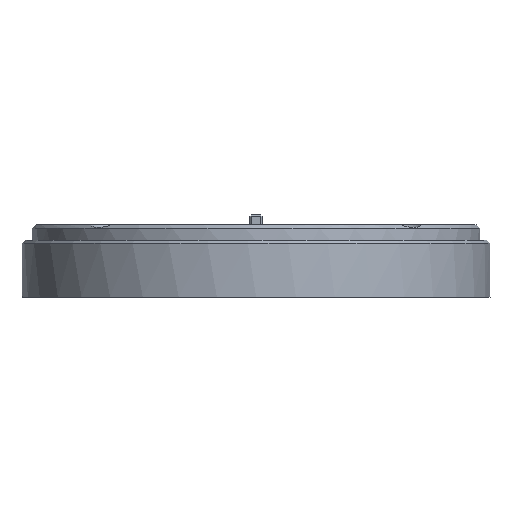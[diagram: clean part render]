
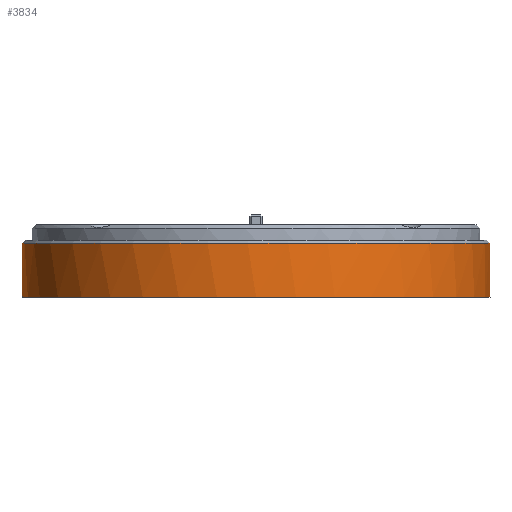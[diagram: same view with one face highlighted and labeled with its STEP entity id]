
A CAD part, left-side view. The second image highlights one B-rep face of the part: STEP entity #3834.
In plain terms, the highlighted cylindrical face has radius 35 mm (diameter 70 mm), a full revolution.
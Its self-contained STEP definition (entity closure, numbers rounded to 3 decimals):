
#492=LINE('',#8026,#742);
#493=LINE('',#8030,#743);
#494=LINE('',#8034,#744);
#742=VECTOR('',#5139,1000.);
#743=VECTOR('',#5142,1000.);
#744=VECTOR('',#5145,1000.);
#981=CIRCLE('',#4230,35.);
#986=CIRCLE('',#4238,35.);
#987=CIRCLE('',#4239,35.);
#988=CIRCLE('',#4240,35.);
#2001=ORIENTED_EDGE('',*,*,#2623,.F.);
#2002=ORIENTED_EDGE('',*,*,#2630,.F.);
#2003=ORIENTED_EDGE('',*,*,#2631,.F.);
#2004=ORIENTED_EDGE('',*,*,#2632,.T.);
#2005=ORIENTED_EDGE('',*,*,#2633,.T.);
#2006=ORIENTED_EDGE('',*,*,#2634,.F.);
#2007=ORIENTED_EDGE('',*,*,#2635,.F.);
#2623=EDGE_CURVE('',#3041,#3041,#981,.T.);
#2630=EDGE_CURVE('',#3048,#3049,#986,.T.);
#2631=EDGE_CURVE('',#3050,#3048,#492,.F.);
#2632=EDGE_CURVE('',#3050,#3051,#987,.F.);
#2633=EDGE_CURVE('',#3051,#3052,#493,.F.);
#2634=EDGE_CURVE('',#3053,#3052,#988,.T.);
#2635=EDGE_CURVE('',#3049,#3053,#494,.T.);
#3041=VERTEX_POINT('',#8007);
#3048=VERTEX_POINT('',#8024);
#3049=VERTEX_POINT('',#8025);
#3050=VERTEX_POINT('',#8027);
#3051=VERTEX_POINT('',#8029);
#3052=VERTEX_POINT('',#8031);
#3053=VERTEX_POINT('',#8033);
#3314=EDGE_LOOP('',(#2001));
#3315=EDGE_LOOP('',(#2002,#2003,#2004,#2005,#2006,#2007));
#3565=FACE_BOUND('',#3314,.T.);
#3566=FACE_BOUND('',#3315,.T.);
#3650=CYLINDRICAL_SURFACE('',#4237,35.);
#3834=ADVANCED_FACE('',(#3565,#3566),#3650,.T.);
#4230=AXIS2_PLACEMENT_3D('',#8006,#5119,#5120);
#4237=AXIS2_PLACEMENT_3D('',#8022,#5135,#5136);
#4238=AXIS2_PLACEMENT_3D('',#8023,#5137,#5138);
#4239=AXIS2_PLACEMENT_3D('',#8028,#5140,#5141);
#4240=AXIS2_PLACEMENT_3D('',#8032,#5143,#5144);
#5119=DIRECTION('',(0.,0.,-1.));
#5120=DIRECTION('',(-1.,0.,0.));
#5135=DIRECTION('',(0.,0.,1.));
#5136=DIRECTION('',(1.,0.,0.));
#5137=DIRECTION('',(0.,0.,1.));
#5138=DIRECTION('',(1.,0.,0.));
#5139=DIRECTION('',(0.,0.,1.));
#5140=DIRECTION('',(0.,0.,1.));
#5141=DIRECTION('',(1.,0.,0.));
#5142=DIRECTION('',(0.,0.,1.));
#5143=DIRECTION('',(0.,0.,1.));
#5144=DIRECTION('',(0.,-1.,0.));
#5145=DIRECTION('',(0.,0.,1.));
#8006=CARTESIAN_POINT('',(-0.001,0.001,-2.721));
#8007=CARTESIAN_POINT('',(-35.001,0.001,-2.721));
#8022=CARTESIAN_POINT('',(-0.001,0.001,7.85));
#8023=CARTESIAN_POINT('',(-0.001,0.001,-0.25));
#8024=CARTESIAN_POINT('',(34.942,-2.003,-0.25));
#8025=CARTESIAN_POINT('',(32.814,12.175,-0.25));
#8026=CARTESIAN_POINT('',(34.942,-2.003,8.55));
#8027=CARTESIAN_POINT('',(34.942,-2.003,5.3));
#8028=CARTESIAN_POINT('',(-0.001,0.001,5.3));
#8029=CARTESIAN_POINT('',(30.607,16.977,5.3));
#8030=CARTESIAN_POINT('',(30.607,16.977,7.85));
#8031=CARTESIAN_POINT('',(30.607,16.977,1.5));
#8032=CARTESIAN_POINT('',(-0.001,0.001,1.5));
#8033=CARTESIAN_POINT('',(32.814,12.175,1.5));
#8034=CARTESIAN_POINT('',(32.814,12.175,0.25));
